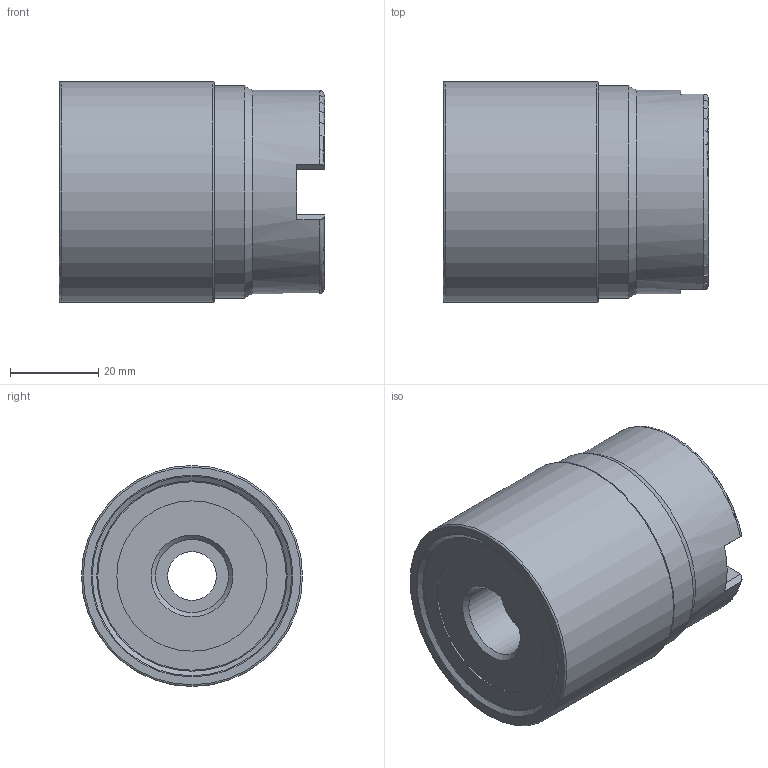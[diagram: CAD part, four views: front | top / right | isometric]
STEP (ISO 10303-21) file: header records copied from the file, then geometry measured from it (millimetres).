
FILE_DESCRIPTION (( 'STEP AP214' ), '1' );
FILE_NAME ('VZF 50-35-75-4 KD22.STEP', '2014-11-19T11:29:45', ( '' ), ( '' ), 'SwSTEP 2.0', 'SolidWorks 2014', '' );
FILE_SCHEMA (( 'AUTOMOTIVE_DESIGN' ));
Length unit declared in the file: millimetre
Products named in the file (1): VZF 50-35-75-4 KD22
Bounding box: 60 x 50 x 50 mm (x, y, z)
Volume: 95374.7 mm3; surface area: 15625.2 mm2
Topology: 1 solids, 1 shells, 47 faces, 114 edges, 73 vertices
Faces by surface type: plane 22, cone 10, cylinder 9, torus 6
Full cylindrical faces by diameter (mm): 11 x1, 16.5 x1, 22 x1, 22.15 x1, 22.3 x1, 34 x1, 46 x1, 48 x1, 50 x1
Entity records: 1396 total; most frequent: CARTESIAN_POINT 274, DIRECTION 208, ORIENTED_EDGE 180, EDGE_CURVE 90, AXIS2_PLACEMENT_3D 86, EDGE_LOOP 72, VERTEX_POINT 68, FACE_OUTER_BOUND 60
